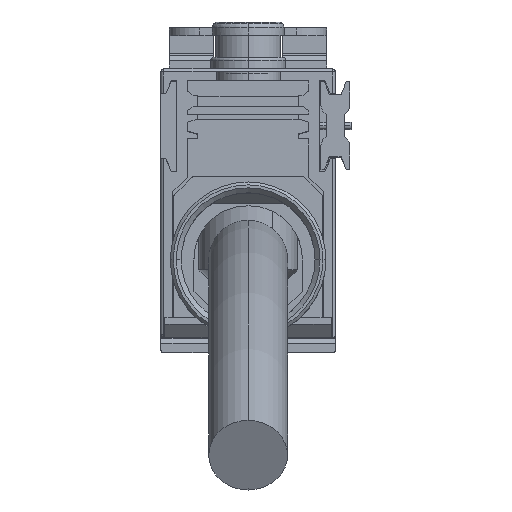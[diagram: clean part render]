
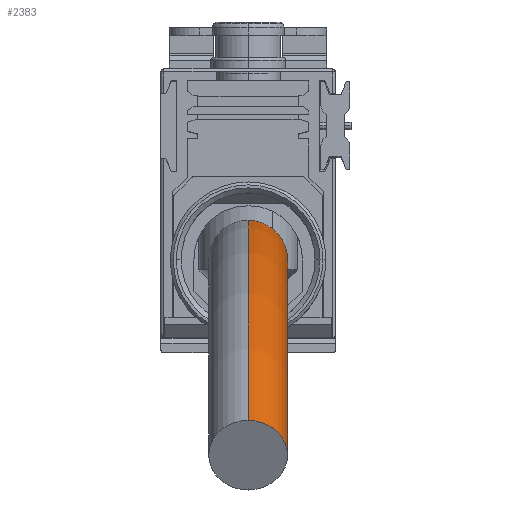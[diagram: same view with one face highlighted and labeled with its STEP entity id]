
A CAD part, top view. The second image highlights one B-rep face of the part: STEP entity #2383.
In plain terms, the highlighted toroidal (fillet/blend) face has major radius 170 mm and minor radius 4 mm.
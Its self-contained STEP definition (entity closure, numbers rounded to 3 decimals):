
#807 = TOROIDAL_SURFACE ( 'NONE', #23009, 170., 4. ) ;
#2034 = AXIS2_PLACEMENT_3D ( 'NONE', #3656, #22438, #3392 ) ;
#2302 = DIRECTION ( 'NONE',  ( 0., 0., -1. ) ) ;
#2383 = ADVANCED_FACE ( 'NONE', ( #5210 ), #807, .T. ) ;
#2771 = CIRCLE ( 'NONE', #20964, 4. ) ;
#3038 = CARTESIAN_POINT ( 'NONE',  ( 170., 20., 0. ) ) ;
#3057 = VERTEX_POINT ( 'NONE', #19196 ) ;
#3179 = DIRECTION ( 'NONE',  ( -1., 0., 0. ) ) ;
#3263 = ORIENTED_EDGE ( 'NONE', *, *, #5861, .T. ) ;
#3392 = DIRECTION ( 'NONE',  ( -0.882, 0.471, 0. ) ) ;
#3578 = DIRECTION ( 'NONE',  ( -1., 0., 0. ) ) ;
#3656 = CARTESIAN_POINT ( 'NONE',  ( 20., 100., 0. ) ) ;
#5210 = FACE_OUTER_BOUND ( 'NONE', #15246, .T. ) ;
#5861 = EDGE_CURVE ( 'NONE', #12019, #21613, #12950, .T. ) ;
#7155 = ORIENTED_EDGE ( 'NONE', *, *, #8556, .T. ) ;
#8011 = CIRCLE ( 'NONE', #25335, 166. ) ;
#8030 = AXIS2_PLACEMENT_3D ( 'NONE', #3038, #17789, #3179 ) ;
#8556 = EDGE_CURVE ( 'NONE', #21613, #3057, #18469, .T. ) ;
#9351 = CARTESIAN_POINT ( 'NONE',  ( 16.471, 101.882, 0. ) ) ;
#10254 = DIRECTION ( 'NONE',  ( 0., -1., 0. ) ) ;
#11283 = ORIENTED_EDGE ( 'NONE', *, *, #18829, .F. ) ;
#11773 = CARTESIAN_POINT ( 'NONE',  ( 170., 20., 0. ) ) ;
#12019 = VERTEX_POINT ( 'NONE', #27125 ) ;
#12950 = CIRCLE ( 'NONE', #8030, 174. ) ;
#13571 = DIRECTION ( 'NONE',  ( 1., 0., 0. ) ) ;
#14164 = CARTESIAN_POINT ( 'NONE',  ( 0., 20., 0. ) ) ;
#15246 = EDGE_LOOP ( 'NONE', ( #3263, #7155, #16573, #11283 ) ) ;
#16573 = ORIENTED_EDGE ( 'NONE', *, *, #16585, .F. ) ;
#16585 = EDGE_CURVE ( 'NONE', #20914, #3057, #8011, .T. ) ;
#17171 = CARTESIAN_POINT ( 'NONE',  ( 4., 20., 0. ) ) ;
#17452 = CARTESIAN_POINT ( 'NONE',  ( 170., 20., 0. ) ) ;
#17789 = DIRECTION ( 'NONE',  ( 0., 0., -1. ) ) ;
#18469 = CIRCLE ( 'NONE', #2034, 4. ) ;
#18829 = EDGE_CURVE ( 'NONE', #12019, #20914, #2771, .T. ) ;
#19196 = CARTESIAN_POINT ( 'NONE',  ( 23.529, 98.118, 0. ) ) ;
#20914 = VERTEX_POINT ( 'NONE', #17171 ) ;
#20964 = AXIS2_PLACEMENT_3D ( 'NONE', #14164, #10254, #3578 ) ;
#21613 = VERTEX_POINT ( 'NONE', #9351 ) ;
#22438 = DIRECTION ( 'NONE',  ( -0.471, -0.882, 0. ) ) ;
#23009 = AXIS2_PLACEMENT_3D ( 'NONE', #11773, #24257, #13571 ) ;
#24257 = DIRECTION ( 'NONE',  ( 0., 0., -1. ) ) ;
#25335 = AXIS2_PLACEMENT_3D ( 'NONE', #17452, #2302, #25653 ) ;
#25653 = DIRECTION ( 'NONE',  ( -1., 0., 0. ) ) ;
#27125 = CARTESIAN_POINT ( 'NONE',  ( -4., 20., 0. ) ) ;
